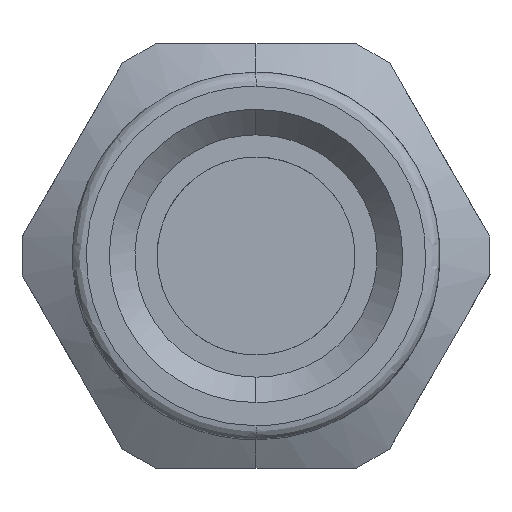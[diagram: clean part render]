
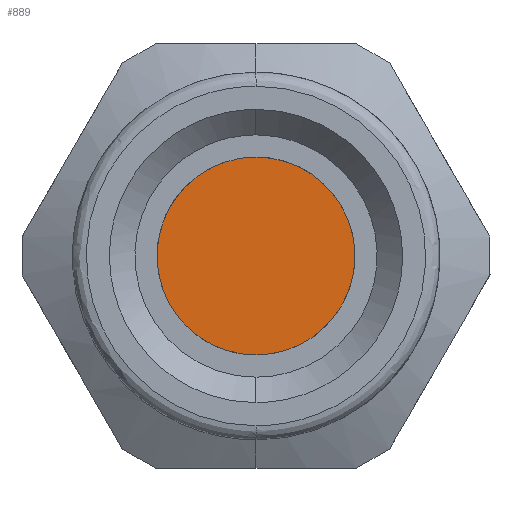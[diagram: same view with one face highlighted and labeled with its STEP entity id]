
A CAD part, front view. The second image highlights one B-rep face of the part: STEP entity #889.
In plain terms, the highlighted free-form (B-spline) face has degree [1, 1] with [2, 2] control points.
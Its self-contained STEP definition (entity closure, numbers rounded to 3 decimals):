
#361 = ORIENTED_EDGE ( 'NONE', *, *, #2480, .F. ) ;
#412 = EDGE_CURVE ( 'NONE', #1860, #617, #1989, .T. ) ;
#447 = EDGE_LOOP ( 'NONE', ( #361, #2153 ) ) ;
#537 = CARTESIAN_POINT ( 'NONE',  ( 3.5, 9.077, -2.05 ) ) ;
#564 = CARTESIAN_POINT ( 'NONE',  ( 2.05, 9.077, -3.5 ) ) ;
#610 = B_SPLINE_SURFACE_WITH_KNOTS ( 'NONE', 1, 1, ( 
 ( #1301, #782 ),
 ( #1027, #1012 ) ),
 .UNSPECIFIED., .F., .F., .F.,
 ( 2, 2 ),
 ( 2, 2 ),
 ( 0., 1. ),
 ( 0., 1. ),
 .UNSPECIFIED. ) ;
#617 = VERTEX_POINT ( 'NONE', #1695 ) ;
#782 = CARTESIAN_POINT ( 'NONE',  ( 3.542, 9.077, -3.542 ) ) ;
#792 = CARTESIAN_POINT ( 'NONE',  ( 3.5, 9.077, 0. ) ) ;
#820 = CARTESIAN_POINT ( 'NONE',  ( 3.5, 9.077, 2.05 ) ) ;
#839 = CARTESIAN_POINT ( 'NONE',  ( 0., 9.077, 3.5 ) ) ;
#889 = ADVANCED_FACE ( 'NONE', ( #2268 ), #610, .F. ) ;
#1012 = CARTESIAN_POINT ( 'NONE',  ( 3.542, 9.077, 3.542 ) ) ;
#1027 = CARTESIAN_POINT ( 'NONE',  ( -3.542, 9.077, 3.542 ) ) ;
#1070 = CARTESIAN_POINT ( 'NONE',  ( 2.05, 9.077, 3.5 ) ) ;
#1301 = CARTESIAN_POINT ( 'NONE',  ( -3.542, 9.077, -3.542 ) ) ;
#1446 =( BOUNDED_CURVE ( )  B_SPLINE_CURVE ( 3, ( #2203, #3013, #3033, #2996 ),
 .UNSPECIFIED., .F., .F. ) 
 B_SPLINE_CURVE_WITH_KNOTS ( ( 4, 4 ),
 ( -3.142, 0. ),
 .UNSPECIFIED. ) 
 CURVE ( )  GEOMETRIC_REPRESENTATION_ITEM ( )  RATIONAL_B_SPLINE_CURVE ( ( 1., 0.333, 0.333, 1. ) ) 
 REPRESENTATION_ITEM ( '' )  );
#1695 = CARTESIAN_POINT ( 'NONE',  ( 0., 9.077, -3.5 ) ) ;
#1860 = VERTEX_POINT ( 'NONE', #839 ) ;
#1989 =( BOUNDED_CURVE ( )  B_SPLINE_CURVE ( 3, ( #2914, #1070, #820, #792, #537, #564, #2387 ),
 .UNSPECIFIED., .F., .F. ) 
 B_SPLINE_CURVE_WITH_KNOTS ( ( 4, 3, 4 ),
 ( -3.142, -1.571, 0. ),
 .UNSPECIFIED. ) 
 CURVE ( )  GEOMETRIC_REPRESENTATION_ITEM ( )  RATIONAL_B_SPLINE_CURVE ( ( 1., 0.805, 0.805, 1., 0.805, 0.805, 1. ) ) 
 REPRESENTATION_ITEM ( '' )  );
#2153 = ORIENTED_EDGE ( 'NONE', *, *, #412, .F. ) ;
#2203 = CARTESIAN_POINT ( 'NONE',  ( 0., 9.077, -3.5 ) ) ;
#2268 = FACE_OUTER_BOUND ( 'NONE', #447, .T. ) ;
#2387 = CARTESIAN_POINT ( 'NONE',  ( 0., 9.077, -3.5 ) ) ;
#2480 = EDGE_CURVE ( 'NONE', #617, #1860, #1446, .T. ) ;
#2914 = CARTESIAN_POINT ( 'NONE',  ( 0., 9.077, 3.5 ) ) ;
#2996 = CARTESIAN_POINT ( 'NONE',  ( 0., 9.077, 3.5 ) ) ;
#3013 = CARTESIAN_POINT ( 'NONE',  ( -7., 9.077, -3.5 ) ) ;
#3033 = CARTESIAN_POINT ( 'NONE',  ( -7., 9.077, 3.5 ) ) ;
